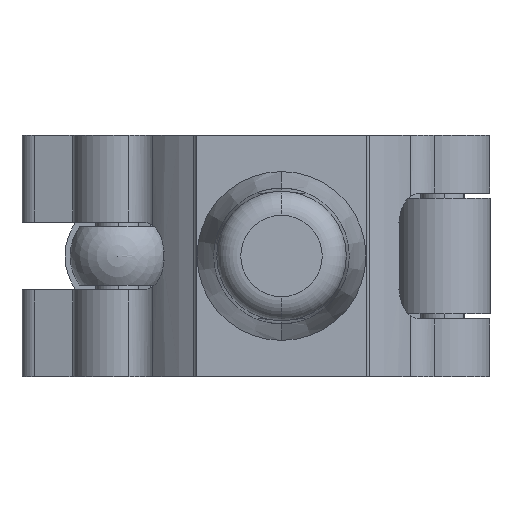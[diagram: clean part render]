
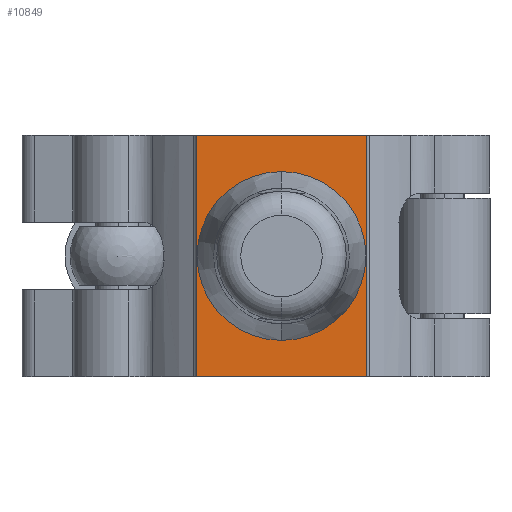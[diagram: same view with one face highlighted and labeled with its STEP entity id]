
A CAD part, front view. The second image highlights one B-rep face of the part: STEP entity #10849.
In plain terms, the highlighted planar face has unit normal (0, -1, 0).
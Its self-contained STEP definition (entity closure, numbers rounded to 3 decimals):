
#4 = ORIENTED_EDGE ( 'NONE', *, *, #9373, .F. ) ;
#15 = DIRECTION ( 'NONE',  ( 0., 0., -1. ) ) ;
#143 = ORIENTED_EDGE ( 'NONE', *, *, #9893, .T. ) ;
#199 = VERTEX_POINT ( 'NONE', #8757 ) ;
#263 = DIRECTION ( 'NONE',  ( 0., 0., 1. ) ) ;
#396 = CARTESIAN_POINT ( 'NONE',  ( 17.625, 0., 24.95 ) ) ;
#671 = CIRCLE ( 'NONE', #11885, 6.35 ) ;
#821 = VERTEX_POINT ( 'NONE', #8201 ) ;
#849 = CARTESIAN_POINT ( 'NONE',  ( 0., 0., 0. ) ) ;
#1032 = ORIENTED_EDGE ( 'NONE', *, *, #12718, .T. ) ;
#1151 = VERTEX_POINT ( 'NONE', #10523 ) ;
#1187 = VERTEX_POINT ( 'NONE', #1411 ) ;
#1403 = FACE_BOUND ( 'NONE', #2408, .T. ) ;
#1411 = CARTESIAN_POINT ( 'NONE',  ( -17.625, 0., 24.95 ) ) ;
#1525 = DIRECTION ( 'NONE',  ( 0., 1., 0. ) ) ;
#1751 = DIRECTION ( 'NONE',  ( 0., 0., -1. ) ) ;
#2125 = VERTEX_POINT ( 'NONE', #5038 ) ;
#2130 = DIRECTION ( 'NONE',  ( 0., 0., 1. ) ) ;
#2283 = EDGE_LOOP ( 'NONE', ( #12789, #1032 ) ) ;
#2408 = EDGE_LOOP ( 'NONE', ( #13189, #12733 ) ) ;
#2471 = DIRECTION ( 'NONE',  ( 0., 1., 0. ) ) ;
#2574 = VECTOR ( 'NONE', #6393, 1000. ) ;
#2581 = CIRCLE ( 'NONE', #2598, 2.5 ) ;
#2598 = AXIS2_PLACEMENT_3D ( 'NONE', #9084, #3086, #3146 ) ;
#2750 = LINE ( 'NONE', #4204, #2574 ) ;
#2826 = EDGE_CURVE ( 'NONE', #1187, #10258, #2750, .T. ) ;
#3086 = DIRECTION ( 'NONE',  ( 0., -1., 0. ) ) ;
#3146 = DIRECTION ( 'NONE',  ( 0., 0., -1. ) ) ;
#3327 = CARTESIAN_POINT ( 'NONE',  ( 0., 0., -6.35 ) ) ;
#3366 = VECTOR ( 'NONE', #1751, 1000. ) ;
#3457 = CARTESIAN_POINT ( 'NONE',  ( 0., 0., 0. ) ) ;
#3646 = FACE_OUTER_BOUND ( 'NONE', #10253, .T. ) ;
#3815 = EDGE_CURVE ( 'NONE', #6890, #1151, #12844, .T. ) ;
#4029 = ORIENTED_EDGE ( 'NONE', *, *, #2826, .F. ) ;
#4204 = CARTESIAN_POINT ( 'NONE',  ( -17.625, 0., 24.95 ) ) ;
#4803 = VERTEX_POINT ( 'NONE', #10392 ) ;
#5038 = CARTESIAN_POINT ( 'NONE',  ( -12., 0., -2.5 ) ) ;
#5353 = DIRECTION ( 'NONE',  ( 1., 0., 0. ) ) ;
#5900 = LINE ( 'NONE', #8300, #9353 ) ;
#6120 = DIRECTION ( 'NONE',  ( 0., -1., 0. ) ) ;
#6393 = DIRECTION ( 'NONE',  ( 1., 0., 0. ) ) ;
#6683 = FACE_BOUND ( 'NONE', #2283, .T. ) ;
#6685 = AXIS2_PLACEMENT_3D ( 'NONE', #8169, #6120, #15 ) ;
#6890 = VERTEX_POINT ( 'NONE', #3327 ) ;
#7283 = ORIENTED_EDGE ( 'NONE', *, *, #10593, .T. ) ;
#7652 = CIRCLE ( 'NONE', #6685, 2.5 ) ;
#7954 = AXIS2_PLACEMENT_3D ( 'NONE', #12612, #2471, #263 ) ;
#8169 = CARTESIAN_POINT ( 'NONE',  ( -12., 0., 0. ) ) ;
#8201 = CARTESIAN_POINT ( 'NONE',  ( -12., 0., 2.5 ) ) ;
#8300 = CARTESIAN_POINT ( 'NONE',  ( -17.625, 0., -24.95 ) ) ;
#8757 = CARTESIAN_POINT ( 'NONE',  ( 17.625, 0., -24.95 ) ) ;
#9084 = CARTESIAN_POINT ( 'NONE',  ( -12., 0., 0. ) ) ;
#9111 = CARTESIAN_POINT ( 'NONE',  ( -17.625, 0., 24.95 ) ) ;
#9261 = DIRECTION ( 'NONE',  ( 0., 1., 0. ) ) ;
#9353 = VECTOR ( 'NONE', #5353, 1000. ) ;
#9373 = EDGE_CURVE ( 'NONE', #10258, #199, #11306, .T. ) ;
#9384 = AXIS2_PLACEMENT_3D ( 'NONE', #849, #9261, #2130 ) ;
#9469 = DIRECTION ( 'NONE',  ( 0., 0., 1. ) ) ;
#9748 = EDGE_CURVE ( 'NONE', #821, #2125, #7652, .T. ) ;
#9893 = EDGE_CURVE ( 'NONE', #4803, #199, #5900, .T. ) ;
#10253 = EDGE_LOOP ( 'NONE', ( #143, #4, #4029, #7283 ) ) ;
#10258 = VERTEX_POINT ( 'NONE', #396 ) ;
#10392 = CARTESIAN_POINT ( 'NONE',  ( -17.625, 0., -24.95 ) ) ;
#10523 = CARTESIAN_POINT ( 'NONE',  ( 0., 0., 6.35 ) ) ;
#10557 = PLANE ( 'NONE',  #7954 ) ;
#10593 = EDGE_CURVE ( 'NONE', #1187, #4803, #12226, .T. ) ;
#10788 = VECTOR ( 'NONE', #13174, 1000. ) ;
#10849 = ADVANCED_FACE ( 'NONE', ( #1403, #6683, #3646 ), #10557, .F. ) ;
#11306 = LINE ( 'NONE', #12923, #3366 ) ;
#11885 = AXIS2_PLACEMENT_3D ( 'NONE', #3457, #1525, #9469 ) ;
#12198 = EDGE_CURVE ( 'NONE', #2125, #821, #2581, .T. ) ;
#12226 = LINE ( 'NONE', #9111, #10788 ) ;
#12612 = CARTESIAN_POINT ( 'NONE',  ( -17.625, 0., 24.95 ) ) ;
#12718 = EDGE_CURVE ( 'NONE', #1151, #6890, #671, .T. ) ;
#12733 = ORIENTED_EDGE ( 'NONE', *, *, #9748, .F. ) ;
#12789 = ORIENTED_EDGE ( 'NONE', *, *, #3815, .T. ) ;
#12844 = CIRCLE ( 'NONE', #9384, 6.35 ) ;
#12923 = CARTESIAN_POINT ( 'NONE',  ( 17.625, 0., 24.95 ) ) ;
#13174 = DIRECTION ( 'NONE',  ( 0., 0., -1. ) ) ;
#13189 = ORIENTED_EDGE ( 'NONE', *, *, #12198, .F. ) ;
